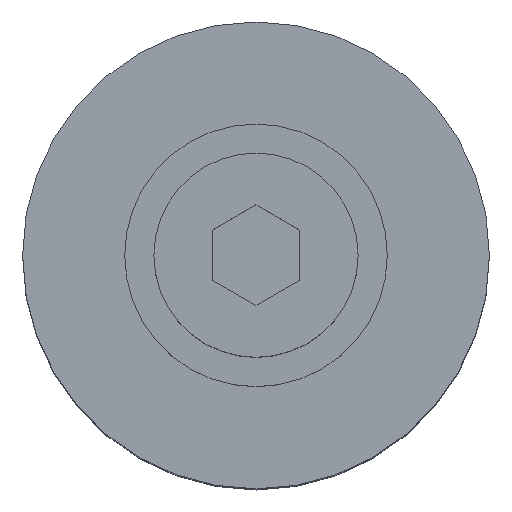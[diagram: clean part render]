
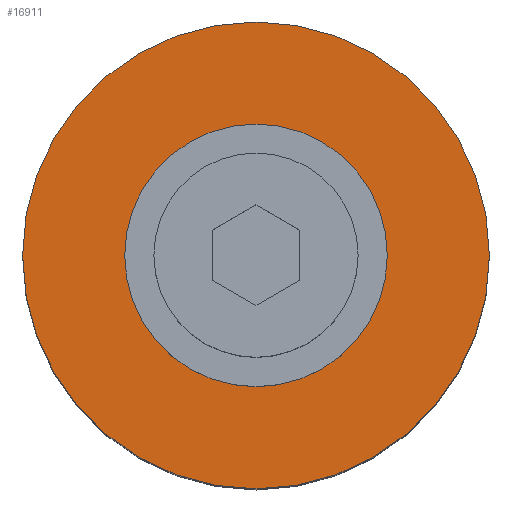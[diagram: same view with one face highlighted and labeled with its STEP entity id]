
A CAD part, top view. The second image highlights one B-rep face of the part: STEP entity #16911.
In plain terms, the highlighted planar face has unit normal (0, 0, 1).
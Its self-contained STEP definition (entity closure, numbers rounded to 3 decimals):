
#16781=CARTESIAN_POINT('Vertex',(8.,0.,2.)) ;
#16795=CARTESIAN_POINT('Vertex',(-8.,0.,2.)) ;
#16798=CARTESIAN_POINT('Axis2P3D Location',(0.,0.,2.)) ;
#16815=CARTESIAN_POINT('Axis2P3D Location',(0.,0.,2.)) ;
#16832=CARTESIAN_POINT('Axis2P3D Location',(0.,0.,2.)) ;
#16836=CARTESIAN_POINT('Vertex',(-3.,0.,2.)) ;
#16838=CARTESIAN_POINT('Vertex',(3.,0.,2.)) ;
#16867=CARTESIAN_POINT('Axis2P3D Location',(0.,0.,2.)) ;
#16898=CARTESIAN_POINT('Axis2P3D Location',(0.,0.,2.)) ;
#16799=DIRECTION('Axis2P3D Direction',(0.,0.,1.)) ;
#16816=DIRECTION('Axis2P3D Direction',(0.,0.,1.)) ;
#16833=DIRECTION('Axis2P3D Direction',(0.,0.,1.)) ;
#16868=DIRECTION('Axis2P3D Direction',(0.,0.,1.)) ;
#16899=DIRECTION('Axis2P3D Direction',(0.,0.,1.)) ;
#16900=DIRECTION('Axis2P3D XDirection',(1.,0.,0.)) ;
#16800=AXIS2_PLACEMENT_3D('Circle Axis2P3D',#16798,#16799,$) ;
#16817=AXIS2_PLACEMENT_3D('Circle Axis2P3D',#16815,#16816,$) ;
#16834=AXIS2_PLACEMENT_3D('Circle Axis2P3D',#16832,#16833,$) ;
#16869=AXIS2_PLACEMENT_3D('Circle Axis2P3D',#16867,#16868,$) ;
#16901=AXIS2_PLACEMENT_3D('Plane Axis2P3D',#16898,#16899,#16900) ;
#16801=CIRCLE('generated circle',#16800,8.) ;
#16818=CIRCLE('generated circle',#16817,8.) ;
#16835=CIRCLE('generated circle',#16834,3.) ;
#16870=CIRCLE('generated circle',#16869,3.) ;
#16902=PLANE('',#16901) ;
#16910=FACE_BOUND('',#16907,.T.) ;
#16802=EDGE_CURVE('',#16782,#16796,#16801,.T.) ;
#16819=EDGE_CURVE('',#16796,#16782,#16818,.T.) ;
#16840=EDGE_CURVE('',#16837,#16839,#16835,.T.) ;
#16871=EDGE_CURVE('',#16839,#16837,#16870,.T.) ;
#16904=ORIENTED_EDGE('',*,*,#16802,.T.) ;
#16905=ORIENTED_EDGE('',*,*,#16819,.T.) ;
#16908=ORIENTED_EDGE('',*,*,#16840,.F.) ;
#16909=ORIENTED_EDGE('',*,*,#16871,.F.) ;
#16903=EDGE_LOOP('',(#16904,#16905)) ;
#16907=EDGE_LOOP('',(#16908,#16909)) ;
#16782=VERTEX_POINT('',#16781) ;
#16796=VERTEX_POINT('',#16795) ;
#16837=VERTEX_POINT('',#16836) ;
#16839=VERTEX_POINT('',#16838) ;
#16911=ADVANCED_FACE('PartBody',(#16906,#16910),#16902,.T.) ;
#16906=FACE_OUTER_BOUND('',#16903,.T.) ;
